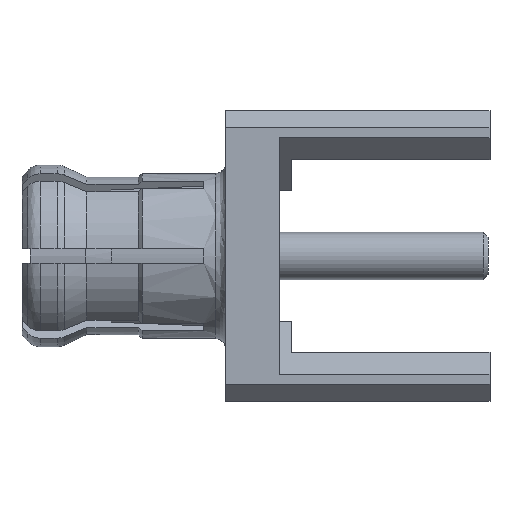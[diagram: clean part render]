
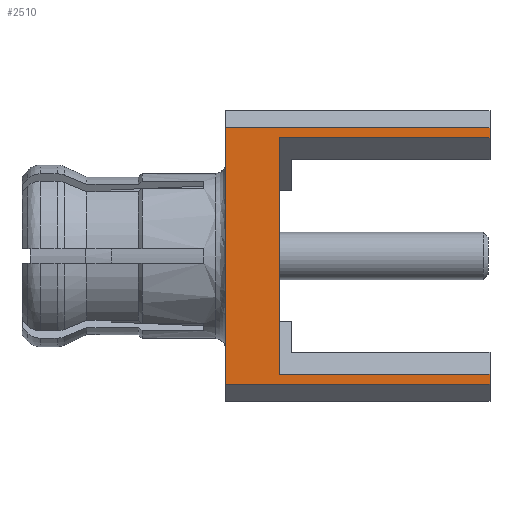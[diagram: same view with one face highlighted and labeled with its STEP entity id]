
A CAD part, front view. The second image highlights one B-rep face of the part: STEP entity #2510.
In plain terms, the highlighted planar face has unit normal (0, -1, 0).
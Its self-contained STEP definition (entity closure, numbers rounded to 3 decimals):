
#53 = LINE ( 'NONE', #1524, #4261 ) ;
#105 = EDGE_CURVE ( 'NONE', #4409, #943, #1619, .T. ) ;
#111 = VECTOR ( 'NONE', #5973, 1000. ) ;
#319 = DIRECTION ( 'NONE',  ( 0., 0., -1. ) ) ;
#434 = DIRECTION ( 'NONE',  ( 0., 0., -1. ) ) ;
#474 = CARTESIAN_POINT ( 'NONE',  ( 0.05, -3., -2.646 ) ) ;
#541 = DIRECTION ( 'NONE',  ( 0., 0., 1. ) ) ;
#695 = ORIENTED_EDGE ( 'NONE', *, *, #2568, .F. ) ;
#792 = DIRECTION ( 'NONE',  ( -1., 0., 0. ) ) ;
#877 = VERTEX_POINT ( 'NONE', #3584 ) ;
#943 = VERTEX_POINT ( 'NONE', #2236 ) ;
#1098 = EDGE_CURVE ( 'NONE', #877, #3004, #4301, .T. ) ;
#1120 = ORIENTED_EDGE ( 'NONE', *, *, #4370, .F. ) ;
#1413 = VERTEX_POINT ( 'NONE', #3768 ) ;
#1437 = PLANE ( 'NONE',  #3833 ) ;
#1524 = CARTESIAN_POINT ( 'NONE',  ( 1.15, -3., -2.464 ) ) ;
#1572 = CARTESIAN_POINT ( 'NONE',  ( 5.5, -3., 2.434 ) ) ;
#1619 = LINE ( 'NONE', #4076, #4835 ) ;
#1629 = ORIENTED_EDGE ( 'NONE', *, *, #5103, .F. ) ;
#1661 = VERTEX_POINT ( 'NONE', #2113 ) ;
#1810 = DIRECTION ( 'NONE',  ( 1., 0., 0. ) ) ;
#1819 = VECTOR ( 'NONE', #1810, 1000. ) ;
#1881 = LINE ( 'NONE', #5864, #2975 ) ;
#2110 = DIRECTION ( 'NONE',  ( -1., 0., 0. ) ) ;
#2113 = CARTESIAN_POINT ( 'NONE',  ( 1.15, -3., 2.434 ) ) ;
#2178 = CARTESIAN_POINT ( 'NONE',  ( 0.05, -3., 2.646 ) ) ;
#2236 = CARTESIAN_POINT ( 'NONE',  ( 0.05, -3., -2.646 ) ) ;
#2320 = LINE ( 'NONE', #6297, #4128 ) ;
#2510 = ADVANCED_FACE ( 'NONE', ( #3919 ), #1437, .F. ) ;
#2519 = ORIENTED_EDGE ( 'NONE', *, *, #105, .F. ) ;
#2568 = EDGE_CURVE ( 'NONE', #5426, #1413, #4022, .T. ) ;
#2646 = EDGE_CURVE ( 'NONE', #943, #5426, #3136, .T. ) ;
#2741 = ORIENTED_EDGE ( 'NONE', *, *, #1098, .F. ) ;
#2747 = ORIENTED_EDGE ( 'NONE', *, *, #5159, .F. ) ;
#2886 = EDGE_CURVE ( 'NONE', #1661, #877, #53, .T. ) ;
#2975 = VECTOR ( 'NONE', #4558, 1000. ) ;
#3004 = VERTEX_POINT ( 'NONE', #3059 ) ;
#3059 = CARTESIAN_POINT ( 'NONE',  ( 5.5, -3., -2.434 ) ) ;
#3136 = LINE ( 'NONE', #3716, #5090 ) ;
#3188 = VECTOR ( 'NONE', #792, 1000. ) ;
#3266 = LINE ( 'NONE', #5256, #3188 ) ;
#3584 = CARTESIAN_POINT ( 'NONE',  ( 1.15, -3., -2.434 ) ) ;
#3684 = DIRECTION ( 'NONE',  ( 0., 0., 1. ) ) ;
#3716 = CARTESIAN_POINT ( 'NONE',  ( 0.05, -3., -3. ) ) ;
#3768 = CARTESIAN_POINT ( 'NONE',  ( 5.5, -3., 2.646 ) ) ;
#3833 = AXIS2_PLACEMENT_3D ( 'NONE', #474, #5001, #541 ) ;
#3919 = FACE_OUTER_BOUND ( 'NONE', #4808, .T. ) ;
#4022 = LINE ( 'NONE', #6397, #111 ) ;
#4076 = CARTESIAN_POINT ( 'NONE',  ( 0.05, -3., -2.646 ) ) ;
#4085 = ORIENTED_EDGE ( 'NONE', *, *, #2886, .F. ) ;
#4128 = VECTOR ( 'NONE', #319, 1000. ) ;
#4261 = VECTOR ( 'NONE', #434, 1000. ) ;
#4301 = LINE ( 'NONE', #6285, #1819 ) ;
#4347 = ORIENTED_EDGE ( 'NONE', *, *, #2646, .F. ) ;
#4370 = EDGE_CURVE ( 'NONE', #3004, #4409, #1881, .T. ) ;
#4409 = VERTEX_POINT ( 'NONE', #5720 ) ;
#4558 = DIRECTION ( 'NONE',  ( 0., 0., -1. ) ) ;
#4808 = EDGE_LOOP ( 'NONE', ( #2741, #4085, #2747, #1629, #695, #4347, #2519, #1120 ) ) ;
#4835 = VECTOR ( 'NONE', #2110, 1000. ) ;
#5001 = DIRECTION ( 'NONE',  ( 0., 1., 0. ) ) ;
#5090 = VECTOR ( 'NONE', #3684, 1000. ) ;
#5103 = EDGE_CURVE ( 'NONE', #1413, #6270, #2320, .T. ) ;
#5159 = EDGE_CURVE ( 'NONE', #6270, #1661, #3266, .T. ) ;
#5256 = CARTESIAN_POINT ( 'NONE',  ( 1.15, -3., 2.434 ) ) ;
#5426 = VERTEX_POINT ( 'NONE', #2178 ) ;
#5720 = CARTESIAN_POINT ( 'NONE',  ( 5.5, -3., -2.646 ) ) ;
#5864 = CARTESIAN_POINT ( 'NONE',  ( 5.5, -3., -1.974 ) ) ;
#5973 = DIRECTION ( 'NONE',  ( 1., 0., 0. ) ) ;
#6270 = VERTEX_POINT ( 'NONE', #1572 ) ;
#6285 = CARTESIAN_POINT ( 'NONE',  ( 1.15, -3., -2.434 ) ) ;
#6297 = CARTESIAN_POINT ( 'NONE',  ( 5.5, -3., 3. ) ) ;
#6397 = CARTESIAN_POINT ( 'NONE',  ( 0.05, -3., 2.646 ) ) ;
